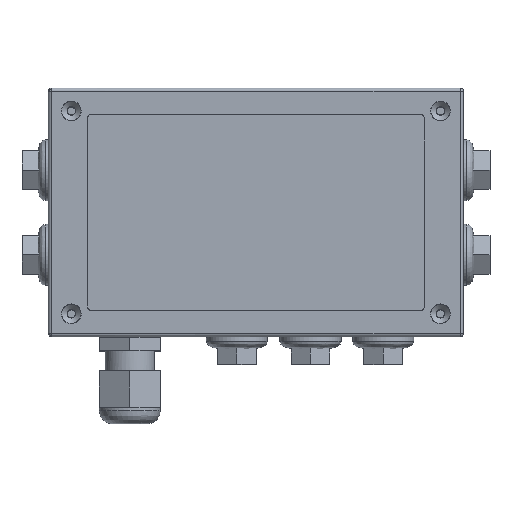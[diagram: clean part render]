
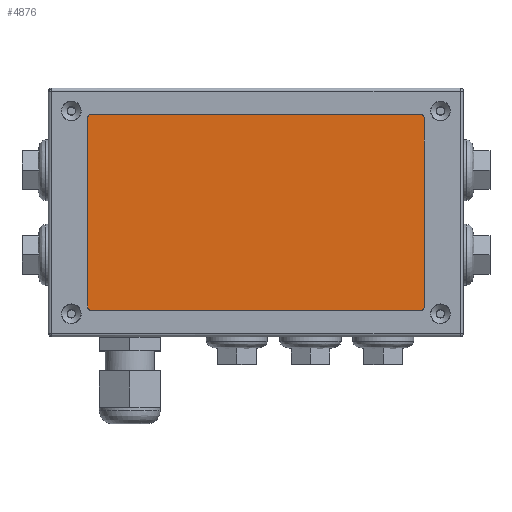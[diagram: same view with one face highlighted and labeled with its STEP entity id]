
A CAD part, top view. The second image highlights one B-rep face of the part: STEP entity #4876.
In plain terms, the highlighted planar face has unit normal (0, 0, 1).
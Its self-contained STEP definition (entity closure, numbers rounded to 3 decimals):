
#1162=(
BOUNDED_CURVE()
B_SPLINE_CURVE(2,(#79136,#79137,#79138,#79139,#79140,#79141,#79142,#79143,
#79144,#79145,#79146,#79147,#79148,#79149,#79150,#79151,#79152),
 .UNSPECIFIED.,.T.,.F.)
B_SPLINE_CURVE_WITH_KNOTS((3,2,2,2,2,2,2,2,3),(0.,100.8,102.8,
160.8,162.8,263.6,265.6,323.6,325.6),
 .UNSPECIFIED.)
CURVE()
GEOMETRIC_REPRESENTATION_ITEM()
RATIONAL_B_SPLINE_CURVE((1.,1.,1.,0.707,1.,1.,1.,0.707,
1.,1.,1.,0.707,1.,1.,1.,0.707,1.))
REPRESENTATION_ITEM('')
);
#4876=ADVANCED_FACE('',(#6396),#26452,.T.);
#6396=FACE_OUTER_BOUND('',#8082,.T.);
#8082=EDGE_LOOP('',(#14297));
#14297=ORIENTED_EDGE('',*,*,#18865,.F.);
#18865=EDGE_CURVE('',#25235,#25235,#1162,.T.);
#25235=VERTEX_POINT('',#78626);
#26452=PLANE('',#27634);
#27634=AXIS2_PLACEMENT_3D('',#77770,#28823,$);
#28823=DIRECTION('',(0.,0.,1.));
#77770=CARTESIAN_POINT('',(-1.259,-35.272,29.887));
#78626=CARTESIAN_POINT('',(110.833,-29.26,29.887));
#79136=CARTESIAN_POINT('',(110.833,-29.26,29.887));
#79137=CARTESIAN_POINT('',(60.433,-29.26,29.887));
#79138=CARTESIAN_POINT('',(10.033,-29.26,29.887));
#79139=CARTESIAN_POINT('',(9.033,-29.26,29.887));
#79140=CARTESIAN_POINT('',(9.033,-28.26,29.887));
#79141=CARTESIAN_POINT('',(9.033,0.74,29.887));
#79142=CARTESIAN_POINT('',(9.033,29.74,29.887));
#79143=CARTESIAN_POINT('',(9.033,30.74,29.887));
#79144=CARTESIAN_POINT('',(10.033,30.74,29.887));
#79145=CARTESIAN_POINT('',(60.433,30.74,29.887));
#79146=CARTESIAN_POINT('',(110.833,30.74,29.887));
#79147=CARTESIAN_POINT('',(111.833,30.74,29.887));
#79148=CARTESIAN_POINT('',(111.833,29.74,29.887));
#79149=CARTESIAN_POINT('',(111.833,0.74,29.887));
#79150=CARTESIAN_POINT('',(111.833,-28.26,29.887));
#79151=CARTESIAN_POINT('',(111.833,-29.26,29.887));
#79152=CARTESIAN_POINT('',(110.833,-29.26,29.887));
